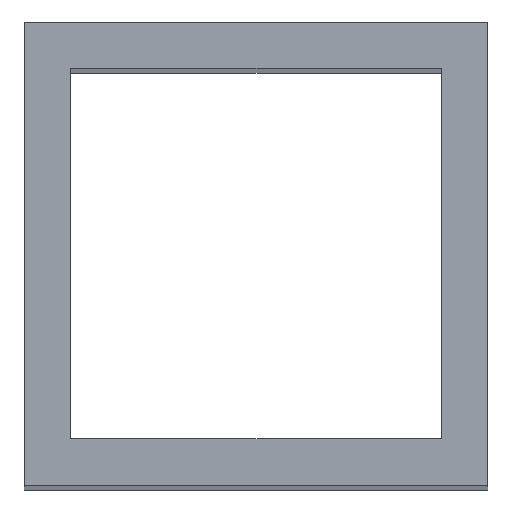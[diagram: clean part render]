
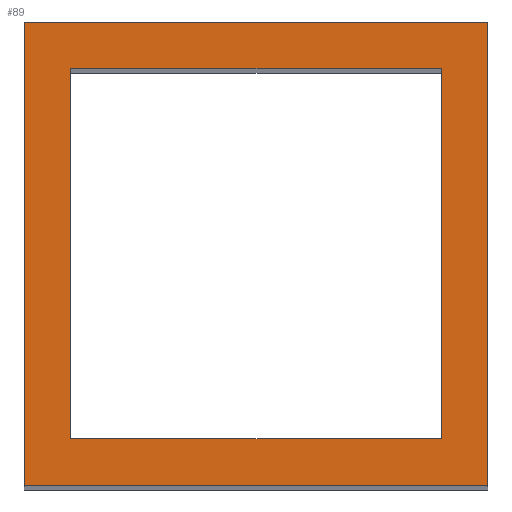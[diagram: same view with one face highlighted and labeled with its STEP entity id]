
A CAD part, top view. The second image highlights one B-rep face of the part: STEP entity #89.
In plain terms, the highlighted planar face has unit normal (0, 0, 1).
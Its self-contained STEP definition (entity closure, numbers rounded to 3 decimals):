
#3 = VERTEX_POINT ( 'NONE', #72 ) ;
#6 = DIRECTION ( 'NONE',  ( -1., 0., 0. ) ) ;
#12 = EDGE_LOOP ( 'NONE', ( #203, #69, #294, #102 ) ) ;
#14 = EDGE_CURVE ( 'NONE', #26, #196, #117, .T. ) ;
#20 = DIRECTION ( 'NONE',  ( -1., 0., 0. ) ) ;
#25 = DIRECTION ( 'NONE',  ( 0., -1., 0. ) ) ;
#26 = VERTEX_POINT ( 'NONE', #332 ) ;
#32 = VERTEX_POINT ( 'NONE', #118 ) ;
#43 = LINE ( 'NONE', #226, #234 ) ;
#45 = PLANE ( 'NONE',  #130 ) ;
#50 = VECTOR ( 'NONE', #151, 1000. ) ;
#52 = CARTESIAN_POINT ( 'NONE',  ( 7.5, -7.5, 90. ) ) ;
#65 = EDGE_CURVE ( 'NONE', #32, #3, #302, .T. ) ;
#69 = ORIENTED_EDGE ( 'NONE', *, *, #295, .F. ) ;
#72 = CARTESIAN_POINT ( 'NONE',  ( -6., 6., 90. ) ) ;
#80 = CARTESIAN_POINT ( 'NONE',  ( 6., -6., 90. ) ) ;
#82 = VERTEX_POINT ( 'NONE', #296 ) ;
#83 = FACE_OUTER_BOUND ( 'NONE', #228, .T. ) ;
#89 = ADVANCED_FACE ( 'NONE', ( #218, #83 ), #45, .F. ) ;
#92 = VECTOR ( 'NONE', #20, 1000. ) ;
#93 = DIRECTION ( 'NONE',  ( 0., -1., 0. ) ) ;
#95 = LINE ( 'NONE', #281, #210 ) ;
#102 = ORIENTED_EDGE ( 'NONE', *, *, #105, .F. ) ;
#104 = ORIENTED_EDGE ( 'NONE', *, *, #240, .T. ) ;
#105 = EDGE_CURVE ( 'NONE', #3, #26, #43, .T. ) ;
#114 = CARTESIAN_POINT ( 'NONE',  ( 7.5, 7.5, 90. ) ) ;
#116 = VECTOR ( 'NONE', #147, 1000. ) ;
#117 = LINE ( 'NONE', #138, #325 ) ;
#118 = CARTESIAN_POINT ( 'NONE',  ( 6., 6., 90. ) ) ;
#122 = VERTEX_POINT ( 'NONE', #163 ) ;
#128 = ORIENTED_EDGE ( 'NONE', *, *, #142, .T. ) ;
#130 = AXIS2_PLACEMENT_3D ( 'NONE', #114, #191, #135 ) ;
#135 = DIRECTION ( 'NONE',  ( -1., 0., 0. ) ) ;
#138 = CARTESIAN_POINT ( 'NONE',  ( -6., -6., 90. ) ) ;
#141 = ORIENTED_EDGE ( 'NONE', *, *, #320, .T. ) ;
#142 = EDGE_CURVE ( 'NONE', #82, #244, #184, .T. ) ;
#143 = CARTESIAN_POINT ( 'NONE',  ( -6., 6., 90. ) ) ;
#145 = LINE ( 'NONE', #311, #50 ) ;
#147 = DIRECTION ( 'NONE',  ( 1., 0., 0. ) ) ;
#151 = DIRECTION ( 'NONE',  ( 0., 1., 0. ) ) ;
#160 = VECTOR ( 'NONE', #231, 1000. ) ;
#163 = CARTESIAN_POINT ( 'NONE',  ( -7.5, 7.5, 90. ) ) ;
#184 = LINE ( 'NONE', #252, #116 ) ;
#191 = DIRECTION ( 'NONE',  ( 0., 0., -1. ) ) ;
#196 = VERTEX_POINT ( 'NONE', #80 ) ;
#200 = VECTOR ( 'NONE', #25, 1000. ) ;
#203 = ORIENTED_EDGE ( 'NONE', *, *, #65, .F. ) ;
#210 = VECTOR ( 'NONE', #6, 1000. ) ;
#218 = FACE_BOUND ( 'NONE', #12, .T. ) ;
#226 = CARTESIAN_POINT ( 'NONE',  ( -6., -6., 90. ) ) ;
#228 = EDGE_LOOP ( 'NONE', ( #246, #141, #104, #128 ) ) ;
#231 = DIRECTION ( 'NONE',  ( 0., 1., 0. ) ) ;
#234 = VECTOR ( 'NONE', #93, 1000. ) ;
#240 = EDGE_CURVE ( 'NONE', #122, #82, #297, .T. ) ;
#244 = VERTEX_POINT ( 'NONE', #52 ) ;
#245 = LINE ( 'NONE', #275, #160 ) ;
#246 = ORIENTED_EDGE ( 'NONE', *, *, #251, .T. ) ;
#249 = DIRECTION ( 'NONE',  ( 1., 0., 0. ) ) ;
#251 = EDGE_CURVE ( 'NONE', #244, #334, #245, .T. ) ;
#252 = CARTESIAN_POINT ( 'NONE',  ( -7.5, -7.5, 90. ) ) ;
#275 = CARTESIAN_POINT ( 'NONE',  ( 7.5, -7.5, 90. ) ) ;
#281 = CARTESIAN_POINT ( 'NONE',  ( -7.5, 7.5, 90. ) ) ;
#288 = CARTESIAN_POINT ( 'NONE',  ( 7.5, 7.5, 90. ) ) ;
#294 = ORIENTED_EDGE ( 'NONE', *, *, #14, .F. ) ;
#295 = EDGE_CURVE ( 'NONE', #196, #32, #145, .T. ) ;
#296 = CARTESIAN_POINT ( 'NONE',  ( -7.5, -7.5, 90. ) ) ;
#297 = LINE ( 'NONE', #306, #200 ) ;
#302 = LINE ( 'NONE', #143, #92 ) ;
#306 = CARTESIAN_POINT ( 'NONE',  ( -7.5, -7.5, 90. ) ) ;
#311 = CARTESIAN_POINT ( 'NONE',  ( 6., -6., 90. ) ) ;
#320 = EDGE_CURVE ( 'NONE', #334, #122, #95, .T. ) ;
#325 = VECTOR ( 'NONE', #249, 1000. ) ;
#332 = CARTESIAN_POINT ( 'NONE',  ( -6., -6., 90. ) ) ;
#334 = VERTEX_POINT ( 'NONE', #288 ) ;
